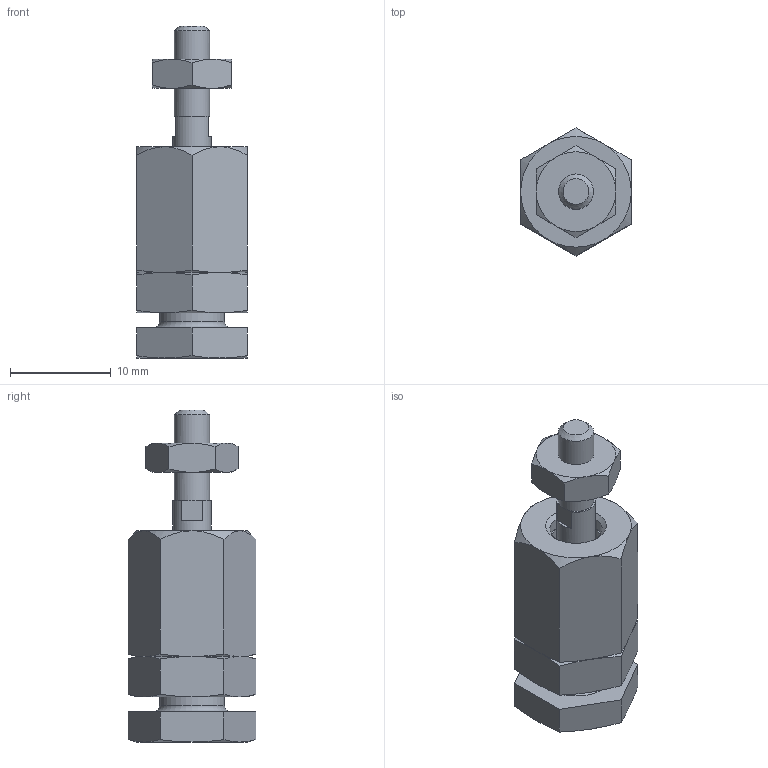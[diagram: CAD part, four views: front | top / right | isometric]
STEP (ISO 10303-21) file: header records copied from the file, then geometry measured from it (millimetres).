
FILE_DESCRIPTION(/* description */ ('STEP AP214'),/* implementation_level */ '2;1');
FILE_NAME(/* name */ '532702_FK-6-32',/* time_stamp */ '2024-08-28T13:49:21+02:00',/* author */ ('License CC BY-ND 4.0'),/* organization */ ('CADENAS'),/* preprocessor_version */ 'ST-DEVELOPER v19.3',/* originating_system */ 'PARTsolutions',/* authorisation */ ' ');
FILE_SCHEMA (('AUTOMOTIVE_DESIGN {1 0 10303 214 3 1 1}'));
Length unit declared in the file: millimetre
Products named in the file (7): 532702 FK-6-32---(asm_0_0); 532702 FK-6-32---(GE); 532702 FK-6-32---(0BO); 360649 6-32UNC-2B; 532702 FK-6-32---(BU); 532702 FK-6-32---(MU); 532702 FK-6-32---(KG)
Assembly tree (7 placements, depth 2):
  532702 FK-6-32---(asm_0_0)
    532702 FK-6-32---(GE)
    532702 FK-6-32---(0BO)
    360649 6-32UNC-2B
    532702 FK-6-32---(BU)
    532702 FK-6-32---(MU)
    532702 FK-6-32---(KG)  x2
Bounding box: 11 x 12.7 x 33 mm (x, y, z)
Volume: 2184.7 mm3; surface area: 2628.3 mm2
Topology: 7 solids, 7 shells, 132 faces, 283 edges, 170 vertices
Faces by surface type: cone 59, plane 51, cylinder 17, sphere 4, torus 1
Full cylindrical faces by diameter (mm): 2.647 x1, 2.817 x1, 3.505 x1, 3.8 x1, 5 x2, 5.2 x1, 6 x3, 6.466 x1, 6.8 x2, 6.917 x2, 7.8 x1, 8 x1
Entity records: 3486 total; most frequent: CARTESIAN_POINT 787, DIRECTION 518, ORIENTED_EDGE 470, EDGE_CURVE 235, AXIS2_PLACEMENT_3D 232, EDGE_LOOP 178, FACE_BOUND 178, VERTEX_POINT 161
